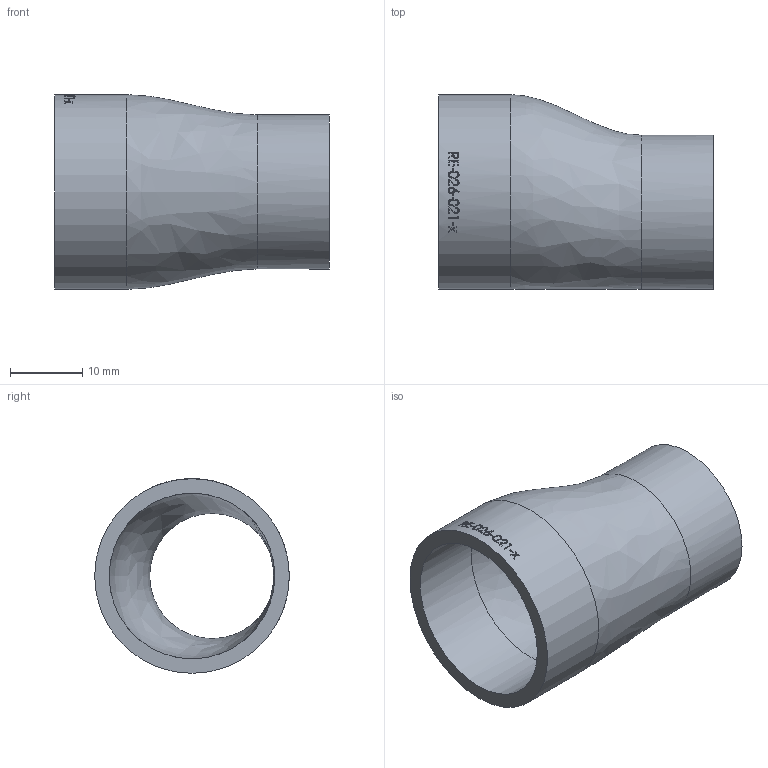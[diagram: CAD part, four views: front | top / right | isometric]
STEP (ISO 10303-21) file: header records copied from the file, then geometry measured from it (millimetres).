
FILE_DESCRIPTION (( 'STEP AP214' ), '1' );
FILE_NAME ('RE-026-021-x Reduzierung Exzenter 26,9x21,3x2,0x2,0 BL38 2012.STEP', '2020-12-30T10:31:06', ( '' ), ( '' ), 'SwSTEP 2.0', 'SolidWorks 2019', '' );
FILE_SCHEMA (( 'AUTOMOTIVE_DESIGN' ));
Length unit declared in the file: millimetre
Products named in the file (1): RE-026-021-x Reduzierung Exzenter 26,9x21,3x2,0x2,0 BL38 2012
Bounding box: 38 x 26.9 x 26.9 mm (x, y, z)
Volume: 5347.9 mm3; surface area: 5605.7 mm2
Topology: 1 solids, 1 shells, 137 faces, 360 edges, 240 vertices
Faces by surface type: bspline 65, plane 51, cylinder 21
Full cylindrical faces by diameter (mm): 17.3 x1, 21.3 x1, 22.9 x1, 26.9 x1
Entity records: 11232 total; most frequent: CARTESIAN_POINT 7069, ORIENTED_EDGE 688, DIRECTION 349, EDGE_CURVE 344, VERTEX_POINT 232, B_SPLINE_CURVE_WITH_KNOTS 204, EDGE_LOOP 160, FACE_OUTER_BOUND 142
